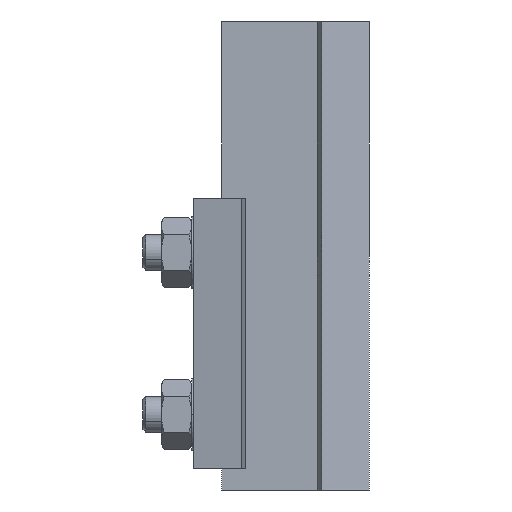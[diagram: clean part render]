
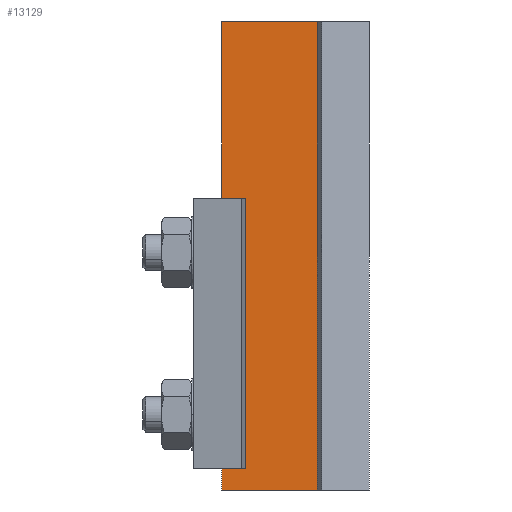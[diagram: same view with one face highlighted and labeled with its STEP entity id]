
A CAD part, left-side view. The second image highlights one B-rep face of the part: STEP entity #13129.
In plain terms, the highlighted face is planar.
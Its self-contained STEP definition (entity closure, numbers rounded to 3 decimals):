
#12938=DIRECTION('',(0.,-1.,0.));
#12939=VECTOR('',#12938,37.291);
#12940=CARTESIAN_POINT('',(0.,0.,130.));
#12941=LINE('',#12940,#12939);
#12970=DIRECTION('',(0.,-1.,0.));
#12971=VECTOR('',#12970,37.291);
#12972=CARTESIAN_POINT('',(0.,0.,0.));
#12973=LINE('',#12972,#12971);
#12974=DIRECTION('',(0.,0.,1.));
#12975=VECTOR('',#12974,130.);
#12976=CARTESIAN_POINT('',(0.,-37.291,0.));
#12977=LINE('',#12976,#12975);
#12978=DIRECTION('',(0.,0.,1.));
#12979=VECTOR('',#12978,130.);
#12980=CARTESIAN_POINT('',(0.,0.,0.));
#12981=LINE('',#12980,#12979);
#13022=CARTESIAN_POINT('',(0.,0.,0.));
#13024=VERTEX_POINT('',#13022);
#13030=CARTESIAN_POINT('',(0.,0.,130.));
#13031=VERTEX_POINT('',#13030);
#13042=CARTESIAN_POINT('',(0.,-37.291,0.));
#13043=CARTESIAN_POINT('',(0.,-37.291,130.));
#13044=VERTEX_POINT('',#13042);
#13045=VERTEX_POINT('',#13043);
#13116=CARTESIAN_POINT('',(0.,0.,130.));
#13117=DIRECTION('',(1.,0.,0.));
#13118=DIRECTION('',(0.,1.,0.));
#13119=AXIS2_PLACEMENT_3D('',#13116,#13117,#13118);
#13120=PLANE('',#13119);
#13121=ORIENTED_EDGE('',*,*,#13098,.T.);
#13123=ORIENTED_EDGE('',*,*,#13122,.T.);
#13124=ORIENTED_EDGE('',*,*,#13065,.F.);
#13126=ORIENTED_EDGE('',*,*,#13125,.F.);
#13127=EDGE_LOOP('',(#13121,#13123,#13124,#13126));
#13128=FACE_OUTER_BOUND('',#13127,.F.);
#13129=ADVANCED_FACE('',(#13128),#13120,.T.);
#13065=EDGE_CURVE('',#13031,#13045,#12941,.T.);
#13098=EDGE_CURVE('',#13024,#13044,#12973,.T.);
#13122=EDGE_CURVE('',#13044,#13045,#12977,.T.);
#13125=EDGE_CURVE('',#13024,#13031,#12981,.T.);
